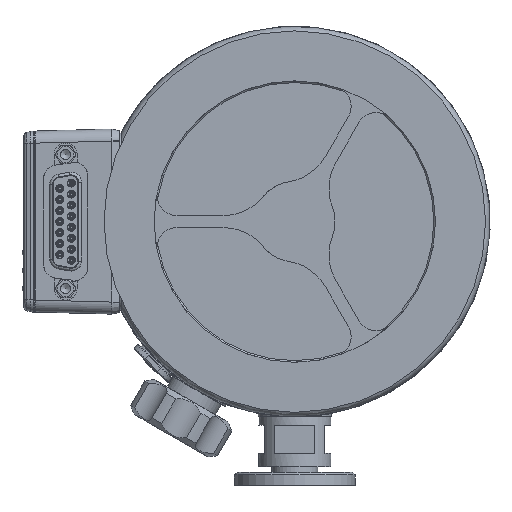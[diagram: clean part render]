
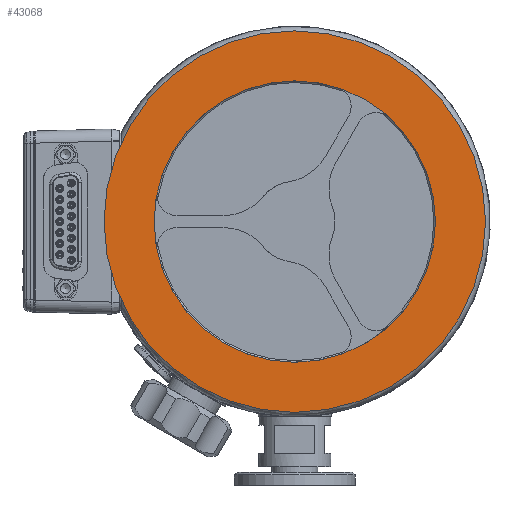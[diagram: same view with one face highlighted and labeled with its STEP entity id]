
A CAD part, front view. The second image highlights one B-rep face of the part: STEP entity #43068.
In plain terms, the highlighted planar face has unit normal (0, -1, 0).
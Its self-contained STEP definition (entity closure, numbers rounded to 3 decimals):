
#796=FACE_BOUND('',#11398,.T.);
#8887=FACE_OUTER_BOUND('',#11397,.T.);
#11397=EDGE_LOOP('',(#28721));
#11398=EDGE_LOOP('',(#28722));
#14066=CIRCLE('',#46094,47.45);
#14067=CIRCLE('',#46095,35.);
#16837=VERTEX_POINT('',#66219);
#16838=VERTEX_POINT('',#66221);
#21299=EDGE_CURVE('',#16837,#16837,#14066,.T.);
#21300=EDGE_CURVE('',#16838,#16838,#14067,.T.);
#28721=ORIENTED_EDGE('',*,*,#21299,.T.);
#28722=ORIENTED_EDGE('',*,*,#21300,.T.);
#39366=PLANE('',#46093);
#43068=ADVANCED_FACE('',(#8887,#796),#39366,.T.);
#46093=AXIS2_PLACEMENT_3D('',#66218,#52217,#52218);
#46094=AXIS2_PLACEMENT_3D('',#66220,#52219,#52220);
#46095=AXIS2_PLACEMENT_3D('',#66222,#52221,#52222);
#52217=DIRECTION('center_axis',(0.,-1.,0.));
#52218=DIRECTION('ref_axis',(0.866,0.,-0.5));
#52219=DIRECTION('center_axis',(0.,-1.,0.));
#52220=DIRECTION('ref_axis',(-0.5,0.,-0.866));
#52221=DIRECTION('center_axis',(0.,1.,0.));
#52222=DIRECTION('ref_axis',(-0.5,0.,-0.866));
#66218=CARTESIAN_POINT('Origin',(-12.125,-70.5,-21.001));
#66219=CARTESIAN_POINT('',(23.725,-70.5,41.093));
#66220=CARTESIAN_POINT('Origin',(0.,-70.5,0.));
#66221=CARTESIAN_POINT('',(17.5,-70.5,30.311));
#66222=CARTESIAN_POINT('Origin',(0.,-70.5,0.));
